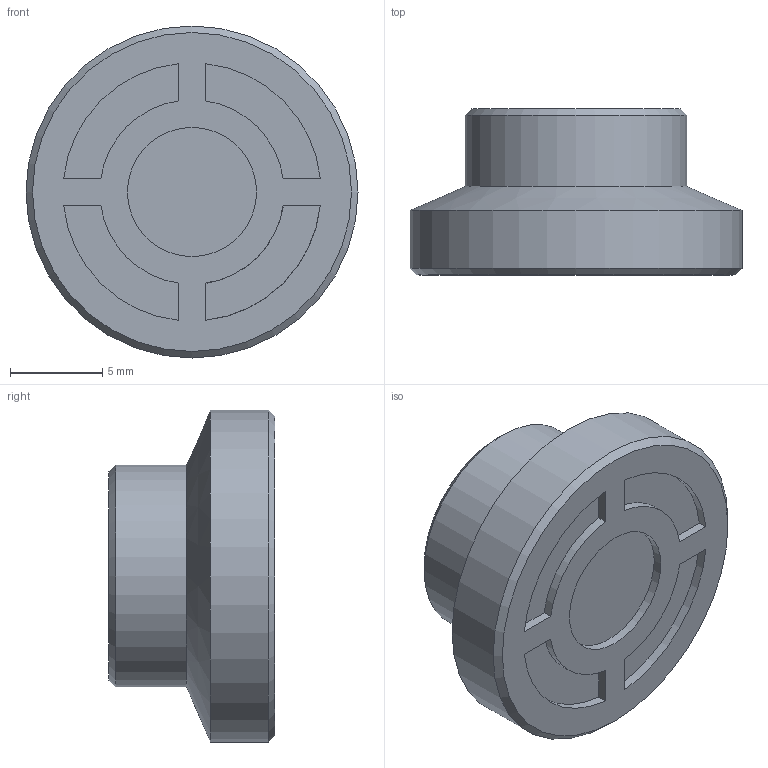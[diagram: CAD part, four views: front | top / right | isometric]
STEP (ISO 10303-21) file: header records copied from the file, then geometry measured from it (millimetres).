
FILE_DESCRIPTION( ( 'STEP AP214' ), '1' );
FILE_NAME( 'K0393.08.stp', '2020-12-07T10:24:08', ( '' ), ( '' ), ' ', 'PARTsolutions', ' ' );
FILE_SCHEMA( ( 'AUTOMOTIVE_DESIGN { 1 0 10303 214 1 1 1 1 }' ) );
Length unit declared in the file: millimetre
Products named in the file (1): _K0393.08
Bounding box: 18 x 9 x 18 mm (x, y, z)
Volume: 1415.3 mm3; surface area: 987 mm2
Topology: 1 solids, 1 shells, 35 faces, 75 edges, 48 vertices
Faces by surface type: plane 16, cylinder 11, cone 8
Full cylindrical faces by diameter (mm): 5.9 x1, 6.3 x1, 7 x1, 12 x1, 18 x1
Entity records: 1182 total; most frequent: DIRECTION 160, CARTESIAN_POINT 157, ORIENTED_EDGE 124, AXIS2_PLACEMENT_3D 66, EDGE_CURVE 62, EDGE_LOOP 52, VERTEX_POINT 47, FACE_OUTER_BOUND 40
